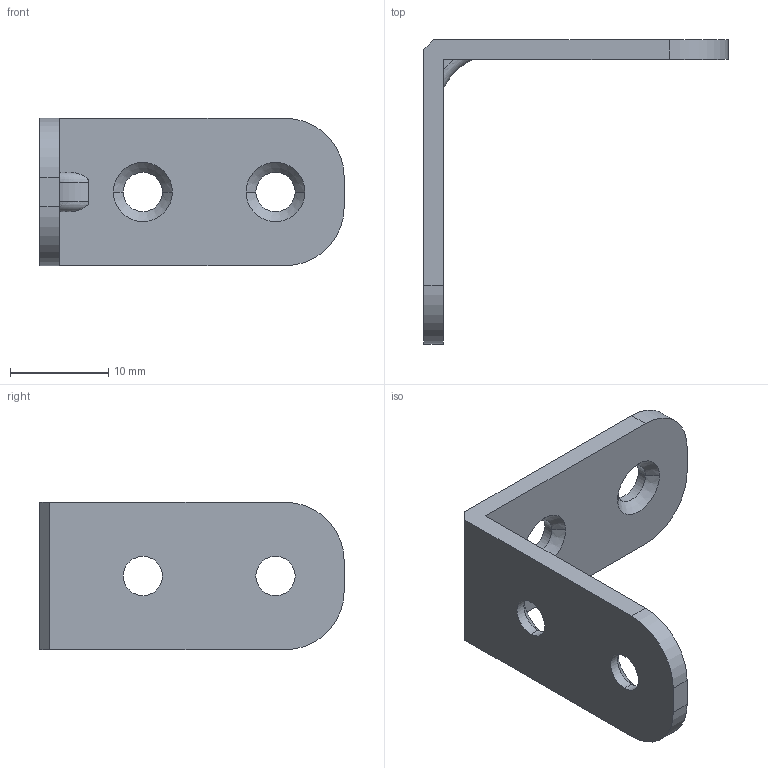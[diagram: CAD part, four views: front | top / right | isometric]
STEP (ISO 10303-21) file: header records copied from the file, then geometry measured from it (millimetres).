
FILE_DESCRIPTION (( 'STEP AP214' ), '1' );
FILE_NAME ('bracket_30x30.STEP', '2025-05-27T14:01:32', ( '' ), ( '' ), 'SwSTEP 2.0', 'SolidWorks 2025', '' );
FILE_SCHEMA (( 'AUTOMOTIVE_DESIGN' ));
Length unit declared in the file: millimetre
Products named in the file (1): bracket_30x30_default
Bounding box: 31 x 31 x 15 mm (x, y, z)
Volume: 1612.9 mm3; surface area: 1981.3 mm2
Topology: 1 solids, 1 shells, 34 faces, 88 edges, 56 vertices
Faces by surface type: cylinder 13, plane 11, cone 8, torus 2
Entity records: 1123 total; most frequent: CARTESIAN_POINT 227, DIRECTION 190, ORIENTED_EDGE 176, EDGE_CURVE 88, AXIS2_PLACEMENT_3D 71, VERTEX_POINT 56, LINE 48, VECTOR 48
